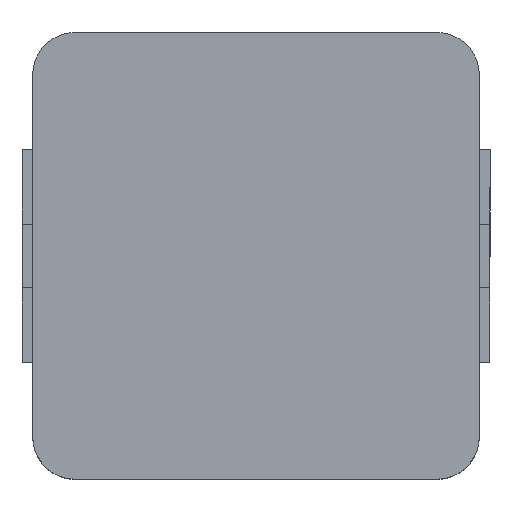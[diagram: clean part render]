
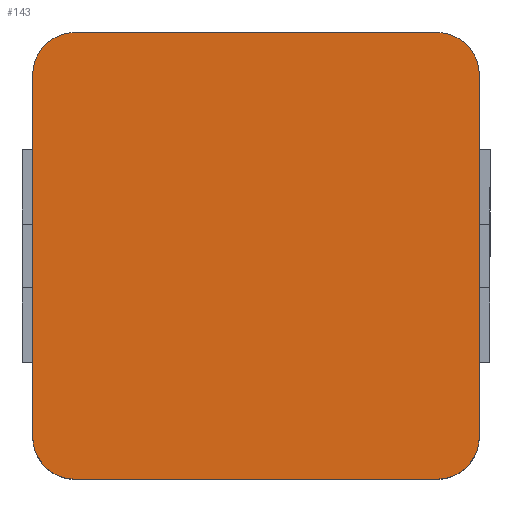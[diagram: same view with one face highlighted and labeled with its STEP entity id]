
A CAD part, top view. The second image highlights one B-rep face of the part: STEP entity #143.
In plain terms, the highlighted planar face has unit normal (0, 0, 1).
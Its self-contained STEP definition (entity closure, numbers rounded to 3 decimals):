
#143=ADVANCED_FACE('',(#403),#405,.T.);
#403=FACE_BOUND('',#404,.T.);
#404=EDGE_LOOP('',(#624,#625,#626,#627,#628,#629,#630,#631));
#405=PLANE('',#406);
#406=AXIS2_PLACEMENT_3D('',#407,#408,#409);
#407=CARTESIAN_POINT('',(0.,0.,1.65));
#408=DIRECTION('',(0.,0.,1.));
#409=DIRECTION('',(-1.,0.,0.));
#624=ORIENTED_EDGE('',*,*,#782,.T.);
#625=ORIENTED_EDGE('',*,*,#783,.T.);
#626=ORIENTED_EDGE('',*,*,#784,.T.);
#627=ORIENTED_EDGE('',*,*,#785,.T.);
#628=ORIENTED_EDGE('',*,*,#786,.T.);
#629=ORIENTED_EDGE('',*,*,#787,.T.);
#630=ORIENTED_EDGE('',*,*,#745,.T.);
#631=ORIENTED_EDGE('',*,*,#781,.T.);
#745=EDGE_CURVE('',#844,#842,#845,.T.);
#781=EDGE_CURVE('',#842,#904,#906,.T.);
#782=EDGE_CURVE('',#904,#907,#908,.T.);
#783=EDGE_CURVE('',#907,#909,#910,.T.);
#784=EDGE_CURVE('',#909,#911,#912,.T.);
#785=EDGE_CURVE('',#911,#913,#914,.T.);
#786=EDGE_CURVE('',#913,#915,#916,.T.);
#787=EDGE_CURVE('',#915,#844,#917,.T.);
#842=VERTEX_POINT('',#1006);
#844=VERTEX_POINT('',#1010);
#845=LINE('',#1011,#1012);
#904=VERTEX_POINT('',#1145);
#906=CIRCLE('',#1149,0.4);
#907=VERTEX_POINT('',#1153);
#908=LINE('',#1154,#1155);
#909=VERTEX_POINT('',#1157);
#910=CIRCLE('',#1158,0.4);
#911=VERTEX_POINT('',#1162);
#912=LINE('',#1163,#1164);
#913=VERTEX_POINT('',#1166);
#914=CIRCLE('',#1167,0.4);
#915=VERTEX_POINT('',#1171);
#916=LINE('',#1172,#1173);
#917=CIRCLE('',#1175,0.4);
#1006=CARTESIAN_POINT('',(-4.2,-3.8,1.65));
#1010=CARTESIAN_POINT('',(-4.2,-0.4,1.65));
#1011=CARTESIAN_POINT('',(-4.2,-0.4,1.65));
#1012=VECTOR('',#1013,1.);
#1013=DIRECTION('',(0.,-1.,0.));
#1145=CARTESIAN_POINT('',(-3.8,-4.2,1.65));
#1149=AXIS2_PLACEMENT_3D('',#1150,#1151,#1152);
#1150=CARTESIAN_POINT('',(-3.8,-3.8,1.65));
#1151=DIRECTION('',(0.,0.,1.));
#1152=DIRECTION('',(-1.,0.,0.));
#1153=CARTESIAN_POINT('',(-0.4,-4.2,1.65));
#1154=CARTESIAN_POINT('',(-3.8,-4.2,1.65));
#1155=VECTOR('',#1156,1.);
#1156=DIRECTION('',(1.,0.,0.));
#1157=CARTESIAN_POINT('',(0.,-3.8,1.65));
#1158=AXIS2_PLACEMENT_3D('',#1159,#1160,#1161);
#1159=CARTESIAN_POINT('',(-0.4,-3.8,1.65));
#1160=DIRECTION('',(0.,0.,1.));
#1161=DIRECTION('',(0.,-1.,0.));
#1162=CARTESIAN_POINT('',(0.,-0.4,1.65));
#1163=CARTESIAN_POINT('',(0.,-3.8,1.65));
#1164=VECTOR('',#1165,1.);
#1165=DIRECTION('',(0.,1.,0.));
#1166=CARTESIAN_POINT('',(-0.4,0.,1.65));
#1167=AXIS2_PLACEMENT_3D('',#1168,#1169,#1170);
#1168=CARTESIAN_POINT('',(-0.4,-0.4,1.65));
#1169=DIRECTION('',(0.,0.,1.));
#1170=DIRECTION('',(1.,0.,0.));
#1171=CARTESIAN_POINT('',(-3.8,0.,1.65));
#1172=CARTESIAN_POINT('',(-0.4,0.,1.65));
#1173=VECTOR('',#1174,1.);
#1174=DIRECTION('',(-1.,0.,0.));
#1175=AXIS2_PLACEMENT_3D('',#1176,#1177,#1178);
#1176=CARTESIAN_POINT('',(-3.8,-0.4,1.65));
#1177=DIRECTION('',(0.,0.,1.));
#1178=DIRECTION('',(0.,1.,0.));
